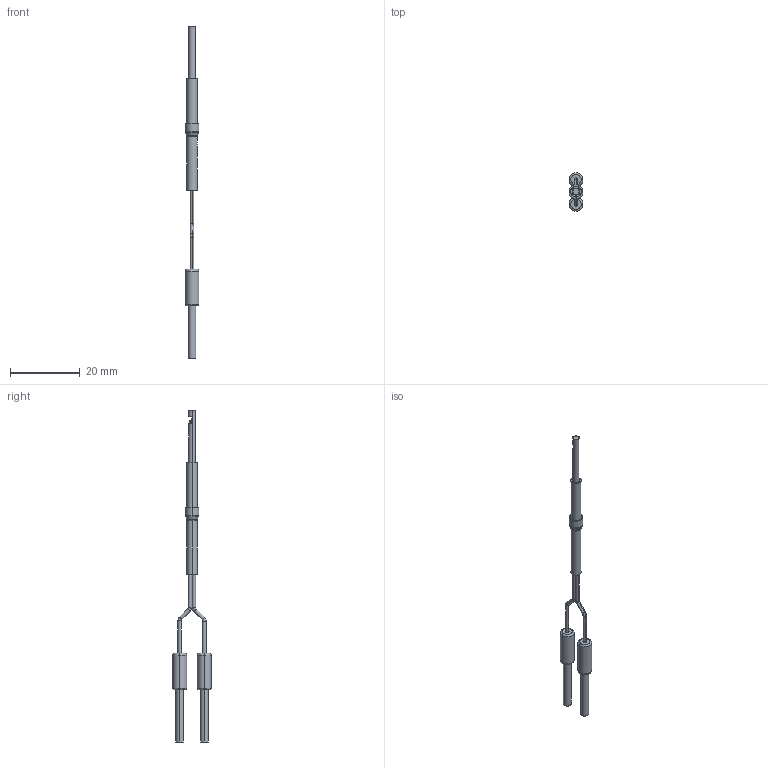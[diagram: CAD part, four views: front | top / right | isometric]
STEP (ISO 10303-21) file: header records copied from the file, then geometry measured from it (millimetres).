
FILE_DESCRIPTION((''),'2;1');
FILE_NAME('PD-32-SQ-TTT_ASM','2018-01-10T',('Gavin'),(''),'PRO/ENGINEER BY PARAMETRIC TECHNOLOGY CORPORATION, 2009440','PRO/ENGINEER BY PARAMETRIC TECHNOLOGY CORPORATION, 2009440','');
FILE_SCHEMA(('CONFIG_CONTROL_DESIGN'));
Length unit declared in the file: millimetre
Products named in the file (6): ____-____2_3_; ____-____3; ____-____5; ____-____2_1_; PD-32-DQ_ASM; PD-32-SQ-TTT_ASM
Assembly tree (5 placements, depth 3):
  PD-32-SQ-TTT_ASM
    PD-32-DQ_ASM
      ____-____2_3_
      ____-____3
      ____-____5
      ____-____2_1_
Bounding box: 4 x 11.1 x 95.44 mm (x, y, z)
Volume: 656.4 mm3; surface area: 1367.5 mm2
Topology: 4 solids, 4 shells, 294 faces, 776 edges, 506 vertices
Faces by surface type: plane 181, cylinder 48, extrusion 37, torus 22, cone 4, bspline 2
Entity records: 11000 total; most frequent: CARTESIAN_POINT 3708, ORIENTED_EDGE 1552, DIRECTION 1384, EDGE_CURVE 776, VERTEX_POINT 506, VECTOR 464, AXIS2_PLACEMENT_3D 460, LINE 427
